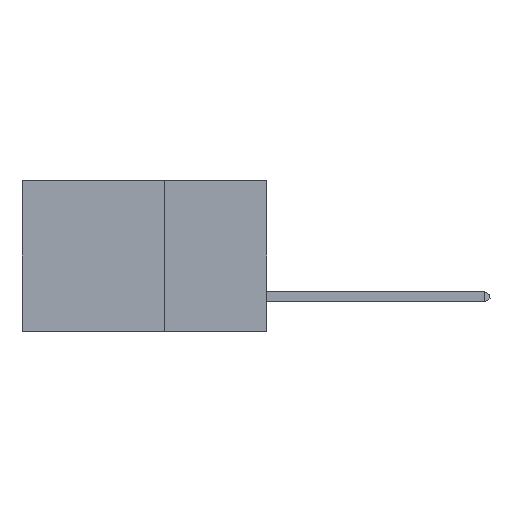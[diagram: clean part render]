
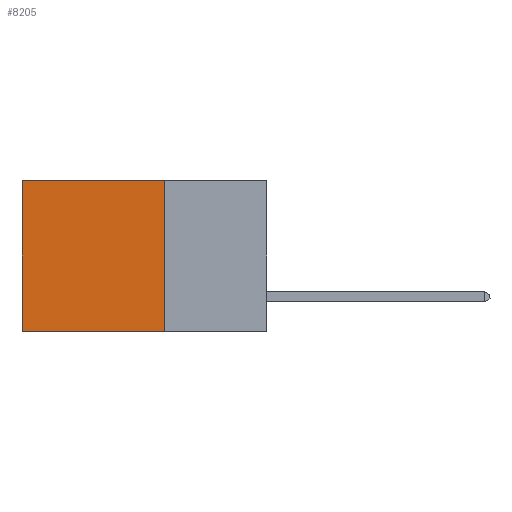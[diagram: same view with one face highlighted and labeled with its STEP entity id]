
A CAD part, left-side view. The second image highlights one B-rep face of the part: STEP entity #8205.
In plain terms, the highlighted planar face has unit normal (-1, 0, 0).
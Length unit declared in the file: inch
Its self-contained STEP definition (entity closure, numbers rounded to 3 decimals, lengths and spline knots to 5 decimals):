
#272 = CARTESIAN_POINT ( 'NONE',  ( 0.2875, 0.25, -0.37 ) ) ;
#1746 = DIRECTION ( 'NONE',  ( 0., 0., -1. ) ) ;
#1906 = DIRECTION ( 'NONE',  ( 1., 0., 0. ) ) ;
#2347 = VECTOR ( 'NONE', #8474, 39.37008 ) ;
#2795 = LINE ( 'NONE', #7431, #2347 ) ;
#3190 = EDGE_CURVE ( 'NONE', #12305, #9796, #2795, .T. ) ;
#3572 = VECTOR ( 'NONE', #11791, 39.37008 ) ;
#4002 = EDGE_CURVE ( 'NONE', #6031, #13061, #12801, .T. ) ;
#5417 = DIRECTION ( 'NONE',  ( 0., 1., 0. ) ) ;
#5607 = CARTESIAN_POINT ( 'NONE',  ( 0.2875, 0.6, 0. ) ) ;
#5748 = VECTOR ( 'NONE', #1746, 39.37008 ) ;
#5817 = FACE_OUTER_BOUND ( 'NONE', #7361, .T. ) ;
#6031 = VERTEX_POINT ( 'NONE', #272 ) ;
#6065 = CARTESIAN_POINT ( 'NONE',  ( 0.2875, 0.25, 0. ) ) ;
#6107 = EDGE_CURVE ( 'NONE', #12305, #6031, #6358, .T. ) ;
#6282 = ORIENTED_EDGE ( 'NONE', *, *, #4002, .F. ) ;
#6358 = LINE ( 'NONE', #8724, #3572 ) ;
#7361 = EDGE_LOOP ( 'NONE', ( #9746, #6282, #12972, #9883 ) ) ;
#7431 = CARTESIAN_POINT ( 'NONE',  ( 0.2875, 0.25, 0. ) ) ;
#7447 = CARTESIAN_POINT ( 'NONE',  ( 0.2875, 0.25, -0.37 ) ) ;
#8144 = PLANE ( 'NONE',  #10790 ) ;
#8205 = ADVANCED_FACE ( 'NONE', ( #5817 ), #8144, .F. ) ;
#8474 = DIRECTION ( 'NONE',  ( 0., 1., 0. ) ) ;
#8502 = LINE ( 'NONE', #9902, #5748 ) ;
#8585 = CARTESIAN_POINT ( 'NONE',  ( 0.2875, 0.25, 0. ) ) ;
#8724 = CARTESIAN_POINT ( 'NONE',  ( 0.2875, 0.25, 0. ) ) ;
#9186 = DIRECTION ( 'NONE',  ( 0., 0., -1. ) ) ;
#9746 = ORIENTED_EDGE ( 'NONE', *, *, #11310, .T. ) ;
#9796 = VERTEX_POINT ( 'NONE', #5607 ) ;
#9883 = ORIENTED_EDGE ( 'NONE', *, *, #3190, .T. ) ;
#9902 = CARTESIAN_POINT ( 'NONE',  ( 0.2875, 0.6, 0. ) ) ;
#10769 = CARTESIAN_POINT ( 'NONE',  ( 0.2875, 0.6, -0.37 ) ) ;
#10790 = AXIS2_PLACEMENT_3D ( 'NONE', #6065, #1906, #9186 ) ;
#11310 = EDGE_CURVE ( 'NONE', #9796, #13061, #8502, .T. ) ;
#11791 = DIRECTION ( 'NONE',  ( 0., 0., -1. ) ) ;
#12305 = VERTEX_POINT ( 'NONE', #8585 ) ;
#12485 = VECTOR ( 'NONE', #5417, 39.37008 ) ;
#12801 = LINE ( 'NONE', #7447, #12485 ) ;
#12972 = ORIENTED_EDGE ( 'NONE', *, *, #6107, .F. ) ;
#13061 = VERTEX_POINT ( 'NONE', #10769 ) ;
